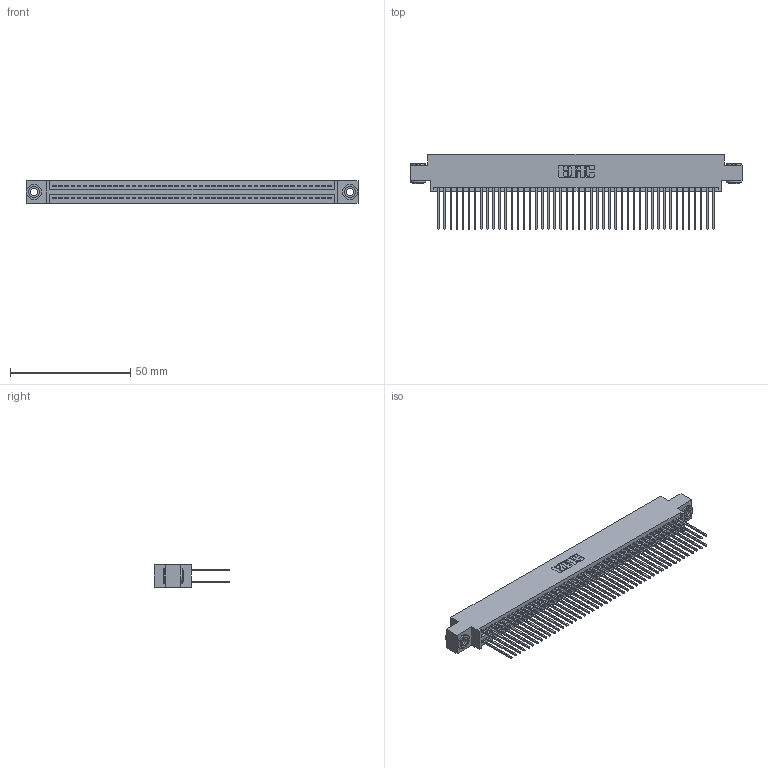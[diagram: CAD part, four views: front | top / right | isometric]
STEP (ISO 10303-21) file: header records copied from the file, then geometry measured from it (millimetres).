
FILE_DESCRIPTION (( 'STEP AP203' ), '1' );
FILE_NAME ('395-092-542-803.STEP', '2019-10-25T19:49:06', ( '' ), ( '' ), 'SwSTEP 2.0', 'SolidWorks 2016', '' );
FILE_SCHEMA (( 'CONFIG_CONTROL_DESIGN' ));
Length unit declared in the file: inch
Products named in the file (4): 345 Part_0.170 Offset - 0.156 Dia-TH; 345-292-001_345-293-142; 345-250-002_345-250-002-102; 395-092-542-803
Assembly tree (95 placements, depth 2):
  395-092-542-803
    345 Part_0.170 Offset - 0.156 Dia-TH
    345-292-001_345-293-142  x92
    345-250-002_345-250-002-102  x2
Bounding box: 138.05 x 31.29 x 9.4 mm (x, y, z)
Volume: 13782.2 mm3; surface area: 22802.5 mm2
Topology: 95 solids, 95 shells, 4768 faces, 14137 edges, 9298 vertices
Faces by surface type: plane 3130, cylinder 1630, cone 8
Entity records: 36354 total; most frequent: CARTESIAN_POINT 6067, ORIENTED_EDGE 5994, DIRECTION 5375, EDGE_CURVE 2997, VECTOR 2657, LINE 2657, VERTEX_POINT 1994, AXIS2_PLACEMENT_3D 1359
